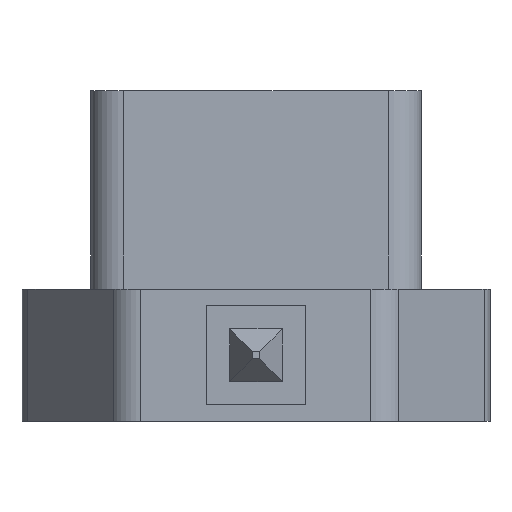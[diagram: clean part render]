
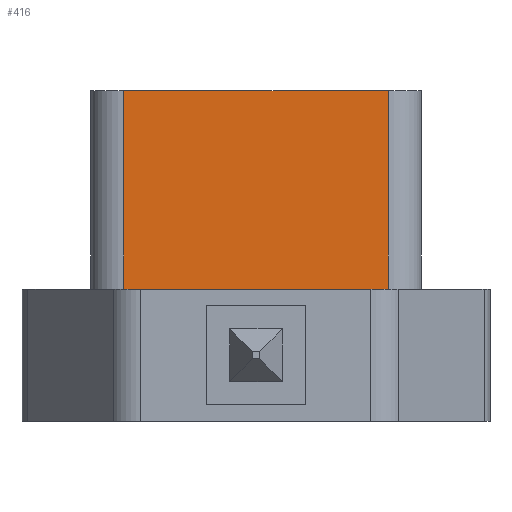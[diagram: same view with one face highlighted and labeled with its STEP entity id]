
A CAD part, front view. The second image highlights one B-rep face of the part: STEP entity #416.
In plain terms, the highlighted planar face has unit normal (0, -1, 0).
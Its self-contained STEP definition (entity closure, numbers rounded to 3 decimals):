
#95 = VERTEX_POINT ( 'NONE', #337 ) ;
#134 = EDGE_LOOP ( 'NONE', ( #1628, #1195, #377, #888 ) ) ;
#189 = LINE ( 'NONE', #386, #840 ) ;
#337 = CARTESIAN_POINT ( 'NONE',  ( 20., -46.989, 10. ) ) ;
#377 = ORIENTED_EDGE ( 'NONE', *, *, #1156, .F. ) ;
#386 = CARTESIAN_POINT ( 'NONE',  ( 20., -46.989, 10. ) ) ;
#398 = VERTEX_POINT ( 'NONE', #897 ) ;
#416 = ADVANCED_FACE ( 'NONE', ( #713 ), #782, .T. ) ;
#612 = DIRECTION ( 'NONE',  ( 0., 0., -1. ) ) ;
#655 = CARTESIAN_POINT ( 'NONE',  ( 20., -46.989, 40. ) ) ;
#686 = VECTOR ( 'NONE', #1507, 1000. ) ;
#706 = CARTESIAN_POINT ( 'NONE',  ( 20., -46.989, 40. ) ) ;
#713 = FACE_OUTER_BOUND ( 'NONE', #134, .T. ) ;
#728 = CARTESIAN_POINT ( 'NONE',  ( 20., -46.989, 40. ) ) ;
#774 = DIRECTION ( 'NONE',  ( 0., -1., 0. ) ) ;
#782 = PLANE ( 'NONE',  #1031 ) ;
#806 = VERTEX_POINT ( 'NONE', #706 ) ;
#817 = DIRECTION ( 'NONE',  ( 0., 0., -1. ) ) ;
#840 = VECTOR ( 'NONE', #1336, 1000. ) ;
#874 = EDGE_CURVE ( 'NONE', #973, #398, #1692, .T. ) ;
#888 = ORIENTED_EDGE ( 'NONE', *, *, #1261, .T. ) ;
#897 = CARTESIAN_POINT ( 'NONE',  ( -20., -46.989, 10. ) ) ;
#973 = VERTEX_POINT ( 'NONE', #1525 ) ;
#982 = VECTOR ( 'NONE', #817, 1000. ) ;
#1031 = AXIS2_PLACEMENT_3D ( 'NONE', #1187, #774, #1301 ) ;
#1147 = EDGE_CURVE ( 'NONE', #398, #95, #189, .T. ) ;
#1156 = EDGE_CURVE ( 'NONE', #806, #95, #1324, .T. ) ;
#1187 = CARTESIAN_POINT ( 'NONE',  ( 20., -46.989, 40. ) ) ;
#1195 = ORIENTED_EDGE ( 'NONE', *, *, #1147, .T. ) ;
#1261 = EDGE_CURVE ( 'NONE', #806, #973, #1421, .T. ) ;
#1301 = DIRECTION ( 'NONE',  ( 1., 0., 0. ) ) ;
#1324 = LINE ( 'NONE', #655, #982 ) ;
#1336 = DIRECTION ( 'NONE',  ( 1., 0., 0. ) ) ;
#1342 = VECTOR ( 'NONE', #612, 1000. ) ;
#1421 = LINE ( 'NONE', #728, #686 ) ;
#1507 = DIRECTION ( 'NONE',  ( -1., 0., 0. ) ) ;
#1525 = CARTESIAN_POINT ( 'NONE',  ( -20., -46.989, 40. ) ) ;
#1538 = CARTESIAN_POINT ( 'NONE',  ( -20., -46.989, 40. ) ) ;
#1628 = ORIENTED_EDGE ( 'NONE', *, *, #874, .T. ) ;
#1692 = LINE ( 'NONE', #1538, #1342 ) ;
